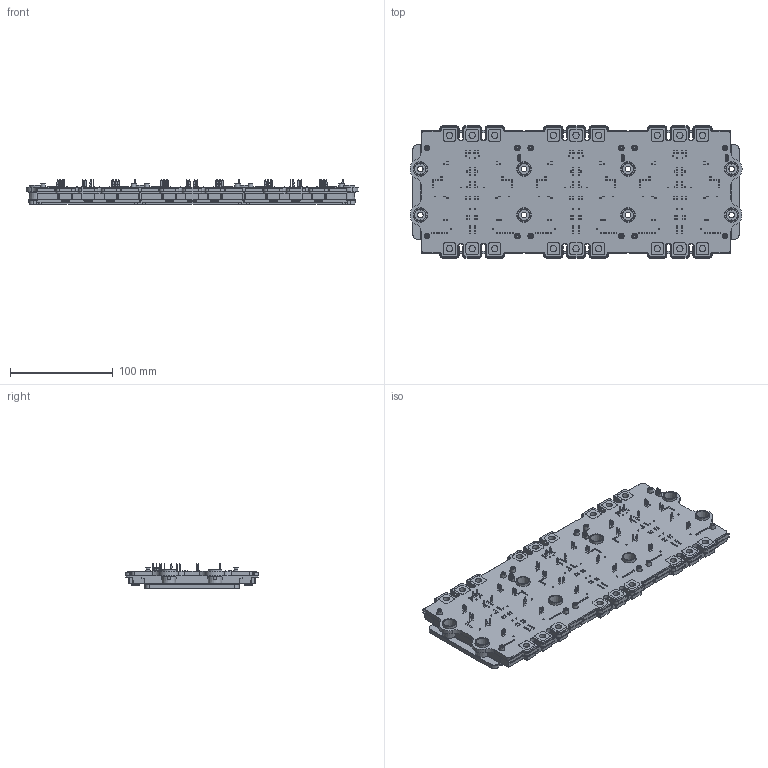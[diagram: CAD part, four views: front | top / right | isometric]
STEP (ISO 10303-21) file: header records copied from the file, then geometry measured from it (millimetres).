
FILE_DESCRIPTION( ( 'Unknown' ), '1' );
FILE_NAME( 'FSWB1-4T12Y-L400FP-01.01-OL.stp', 'Unknown', ( 'Unknown' ), ( 'Unknown' ), 'PSStep 17.0.49', 'Unknown', ' ' );
FILE_SCHEMA( ( 'AUTOMOTIVE_DESIGN { 1 0 10303 214 1 1 1 1 }' ) );
Length unit declared in the file: millimetre
Products named in the file (1): 1
Bounding box: 322.93 x 129.15 x 23.98 mm (x, y, z)
Volume: 530277.8 mm3; surface area: 203718.9 mm2
Topology: 1 solids, 12 shells, 6199 faces, 17126 edges, 11289 vertices
Faces by surface type: plane 4525, cylinder 1204, cone 428, torus 24, bspline 12, sphere 6
Full cylindrical faces by diameter (mm): 2.3 x12, 2.6 x12, 3 x6, 5.5 x4, 5.6 x12, 6.2 x18, 14 x8
Entity records: 247072 total; most frequent: CARTESIAN_POINT 35864, ORIENTED_EDGE 33730, DIRECTION 32513, EDGE_CURVE 16865, LINE 13133, VECTOR 13133, VERTEX_POINT 11206, AXIS2_PLACEMENT_3D 9690
